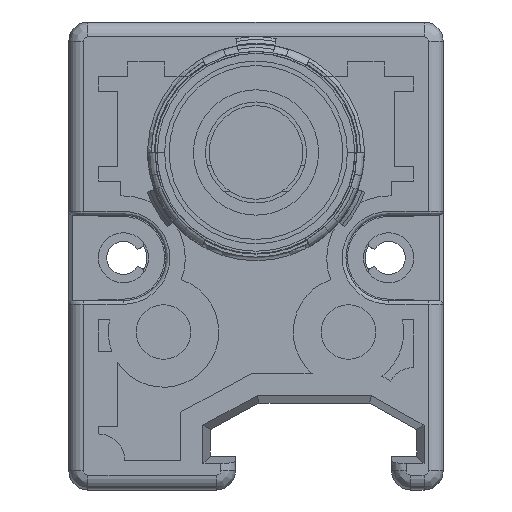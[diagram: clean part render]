
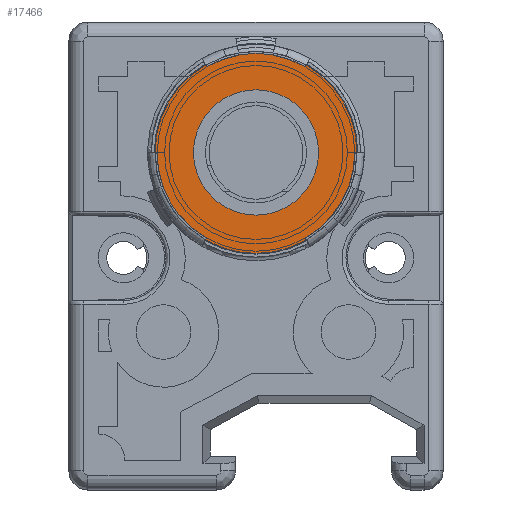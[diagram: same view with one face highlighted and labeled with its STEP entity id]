
A CAD part, front view. The second image highlights one B-rep face of the part: STEP entity #17466.
In plain terms, the highlighted planar face has unit normal (0, -1, 0).
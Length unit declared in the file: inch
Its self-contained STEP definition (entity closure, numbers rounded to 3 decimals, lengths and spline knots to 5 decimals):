
#11286=CARTESIAN_POINT('',(0.,-1.00551,0.90157));
#11287=DIRECTION('',(0.,-1.,0.));
#11288=DIRECTION('',(0.5,0.,0.866));
#11289=AXIS2_PLACEMENT_3D('',#11286,#11287,#11288);
#11324=DIRECTION('',(0.5,0.,-0.866));
#11325=VECTOR('',#11324,0.00492);
#11326=CARTESIAN_POINT('',(0.13226,-1.00551,
0.67221));
#11327=LINE('',#11326,#11325);
#11328=CARTESIAN_POINT('',(0.,-1.00551,0.90157));
#11329=DIRECTION('',(0.,-1.,0.));
#11330=DIRECTION('',(-0.5,0.,-0.866));
#11331=AXIS2_PLACEMENT_3D('',#11328,#11329,#11330);
#11333=DIRECTION('',(-0.499,0.,-0.866));
#11334=VECTOR('',#11333,0.00492);
#11335=CARTESIAN_POINT('',(-0.13239,-1.00551,
0.67229));
#11336=LINE('',#11335,#11334);
#11337=DIRECTION('',(-1.,0.,-0.001));
#11338=VECTOR('',#11337,0.00492);
#11339=CARTESIAN_POINT('',(-0.26476,-1.00551,
0.90158));
#11340=LINE('',#11339,#11338);
#11341=CARTESIAN_POINT('',(0.,-1.00551,0.90157));
#11342=DIRECTION('',(0.,-1.,0.));
#11343=DIRECTION('',(-0.5,0.,0.866));
#11344=AXIS2_PLACEMENT_3D('',#11341,#11342,#11343);
#11346=DIRECTION('',(-0.5,0.,0.866));
#11347=VECTOR('',#11346,0.00492);
#11348=CARTESIAN_POINT('',(-0.13238,-1.00551,
1.13087));
#11349=LINE('',#11348,#11347);
#11350=DIRECTION('',(0.499,0.,0.866));
#11351=VECTOR('',#11350,0.00492);
#11352=CARTESIAN_POINT('',(0.13238,-1.00551,
1.13087));
#11353=LINE('',#11352,#11351);
#11354=CARTESIAN_POINT('',(0.,-1.00551,0.90157));
#11355=DIRECTION('',(0.,-1.,0.));
#11356=DIRECTION('',(1.,0.,0.));
#11357=AXIS2_PLACEMENT_3D('',#11354,#11355,#11356);
#11359=DIRECTION('',(1.,0.,-0.001));
#11360=VECTOR('',#11359,0.00492);
#11361=CARTESIAN_POINT('',(0.26476,-1.00551,
0.90158));
#11362=LINE('',#11361,#11360);
#11363=CARTESIAN_POINT('',(0.,-1.00551,0.90157));
#11364=DIRECTION('',(0.,-1.,0.));
#11365=DIRECTION('',(0.,0.,-1.));
#11366=AXIS2_PLACEMENT_3D('',#11363,#11364,#11365);
#11368=CARTESIAN_POINT('',(0.,-1.00551,0.90157));
#11369=DIRECTION('',(0.,-1.,0.));
#11370=DIRECTION('',(0.,0.,1.));
#11371=AXIS2_PLACEMENT_3D('',#11368,#11369,#11370);
#11373=CARTESIAN_POINT('',(0.,-1.00551,0.90157));
#11374=DIRECTION('',(0.,-1.,0.));
#11375=DIRECTION('',(0.5,0.,-0.866));
#11376=AXIS2_PLACEMENT_3D('',#11373,#11374,#11375);
#11738=CARTESIAN_POINT('',(0.,-1.00551,0.90157));
#11739=DIRECTION('',(0.,-1.,0.));
#11740=DIRECTION('',(-1.,0.,0.));
#11741=AXIS2_PLACEMENT_3D('',#11738,#11739,#11740);
#16805=CARTESIAN_POINT('',(-0.26969,-1.00551,
0.90157));
#16807=VERTEX_POINT('',#16805);
#16809=CARTESIAN_POINT('',(0.13238,-1.00551,
1.13087));
#16810=CARTESIAN_POINT('',(0.13484,-1.00551,
1.13513));
#16811=VERTEX_POINT('',#16809);
#16812=VERTEX_POINT('',#16810);
#16817=CARTESIAN_POINT('',(-0.13238,-1.00551,
1.13087));
#16818=CARTESIAN_POINT('',(-0.13484,-1.00551,
1.13513));
#16819=VERTEX_POINT('',#16817);
#16820=VERTEX_POINT('',#16818);
#16833=CARTESIAN_POINT('',(0.26969,-1.00551,
0.90157));
#16834=VERTEX_POINT('',#16833);
#16845=CARTESIAN_POINT('',(-0.26476,-1.00551,
0.90158));
#16846=VERTEX_POINT('',#16845);
#16849=CARTESIAN_POINT('',(-0.13239,-1.00551,
0.67229));
#16850=CARTESIAN_POINT('',(-0.13484,-1.00551,
0.66802));
#16851=VERTEX_POINT('',#16849);
#16852=VERTEX_POINT('',#16850);
#16881=CARTESIAN_POINT('',(0.,-1.00551,0.73425));
#16882=CARTESIAN_POINT('',(0.,-1.00551,1.0689));
#16883=VERTEX_POINT('',#16881);
#16884=VERTEX_POINT('',#16882);
#16897=CARTESIAN_POINT('',(0.13226,-1.00551,
0.67221));
#16898=CARTESIAN_POINT('',(0.13472,-1.00551,
0.66795));
#16899=VERTEX_POINT('',#16897);
#16900=VERTEX_POINT('',#16898);
#16905=CARTESIAN_POINT('',(0.26476,-1.00551,
0.90158));
#16906=VERTEX_POINT('',#16905);
#17431=CARTESIAN_POINT('',(0.,-1.00551,0.90157));
#17432=DIRECTION('',(0.,-1.,0.));
#17433=DIRECTION('',(1.,0.,0.));
#17434=AXIS2_PLACEMENT_3D('',#17431,#17432,#17433);
#17435=PLANE('',#17434);
#17437=ORIENTED_EDGE('',*,*,#17436,.F.);
#17439=ORIENTED_EDGE('',*,*,#17438,.T.);
#17441=ORIENTED_EDGE('',*,*,#17440,.F.);
#17443=ORIENTED_EDGE('',*,*,#17442,.F.);
#17445=ORIENTED_EDGE('',*,*,#17444,.F.);
#17447=ORIENTED_EDGE('',*,*,#17446,.T.);
#17449=ORIENTED_EDGE('',*,*,#17448,.F.);
#17451=ORIENTED_EDGE('',*,*,#17450,.F.);
#17452=ORIENTED_EDGE('',*,*,#17361,.F.);
#17453=ORIENTED_EDGE('',*,*,#17421,.T.);
#17455=ORIENTED_EDGE('',*,*,#17454,.F.);
#17457=ORIENTED_EDGE('',*,*,#17456,.F.);
#17458=EDGE_LOOP('',(#17437,#17439,#17441,#17443,#17445,#17447,#17449,#17451,
#17452,#17453,#17455,#17457));
#17459=FACE_OUTER_BOUND('',#17458,.F.);
#17461=ORIENTED_EDGE('',*,*,#17460,.T.);
#17463=ORIENTED_EDGE('',*,*,#17462,.T.);
#17464=EDGE_LOOP('',(#17461,#17463));
#17465=FACE_BOUND('',#17464,.F.);
#17466=ADVANCED_FACE('',(#17459,#17465),#17435,.T.);
#11290=CIRCLE('',#11289,0.26476);
#11332=CIRCLE('',#11331,0.26969);
#11345=CIRCLE('',#11344,0.26969);
#11358=CIRCLE('',#11357,0.26969);
#11367=CIRCLE('',#11366,0.16732);
#11372=CIRCLE('',#11371,0.16732);
#11377=CIRCLE('',#11376,0.26476);
#11742=CIRCLE('',#11741,0.26476);
#17361=EDGE_CURVE('',#16811,#16819,#11290,.T.);
#17421=EDGE_CURVE('',#16811,#16812,#11353,.T.);
#17436=EDGE_CURVE('',#16899,#16906,#11377,.T.);
#17438=EDGE_CURVE('',#16899,#16900,#11327,.T.);
#17440=EDGE_CURVE('',#16852,#16900,#11332,.T.);
#17442=EDGE_CURVE('',#16851,#16852,#11336,.T.);
#17444=EDGE_CURVE('',#16846,#16851,#11742,.T.);
#17446=EDGE_CURVE('',#16846,#16807,#11340,.T.);
#17448=EDGE_CURVE('',#16820,#16807,#11345,.T.);
#17450=EDGE_CURVE('',#16819,#16820,#11349,.T.);
#17454=EDGE_CURVE('',#16834,#16812,#11358,.T.);
#17456=EDGE_CURVE('',#16906,#16834,#11362,.T.);
#17460=EDGE_CURVE('',#16883,#16884,#11367,.T.);
#17462=EDGE_CURVE('',#16884,#16883,#11372,.T.);
